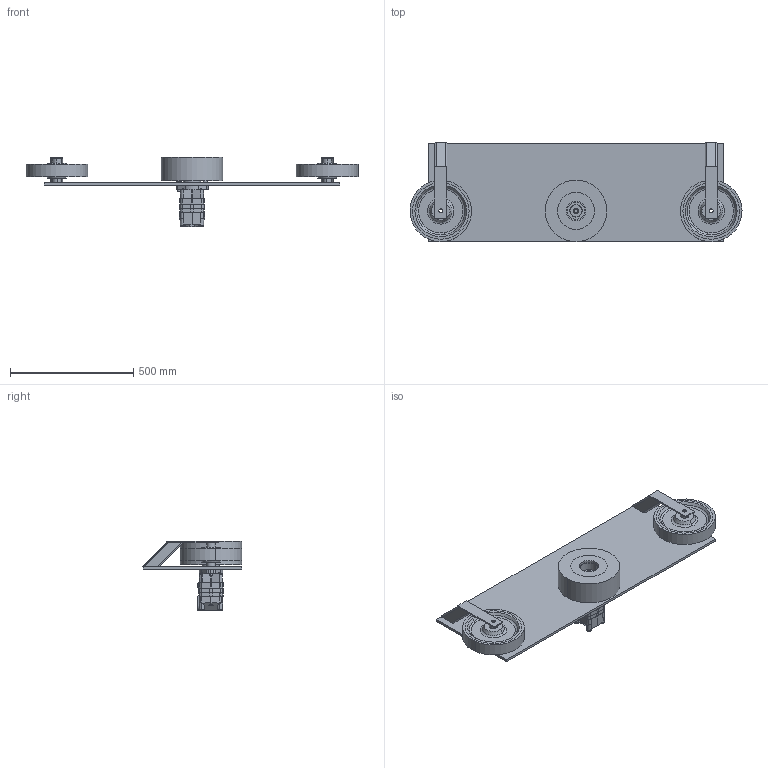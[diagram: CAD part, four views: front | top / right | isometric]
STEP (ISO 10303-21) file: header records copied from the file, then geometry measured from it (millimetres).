
FILE_DESCRIPTION (( 'STEP AP203' ), '1' );
FILE_NAME ('3991-10_REV_.step', '2026-01-28T00:18:29', ( '' ), ( '' ), 'SwSTEP 2.0', 'SolidWorks 2025', '' );
FILE_SCHEMA (( 'CONFIG_CONTROL_DESIGN' ));
Length unit declared in the file: millimetre
Products named in the file (21): MS100-D; M10 ZP 8.8_M10x1.5 x35; 3991-20; M10x15-SHCS-ZP_M10 x 15 SHCS NZP; OEM-250-PU1056-50; 3991-10_REV_; 3991-15; 3991-15-10_AFTER BORING; 3991-35_Default<As Machined>; Hyd Motor Mount Plate; MSCO; Hexagon bolt DIN 931-1 M10x1430; MSSP; MSA100CO_4; M10-FW_M10 FW HT ZP; MSVP; 3-8 UNC ZP 8_3_8 UNC x 1 3_4 G8; 3991-30_Default<As Machined>; MS-P; 3991-25; MSA-MF
Assembly tree (28 placements, depth 3):
  3991-10_REV_
    Hyd Motor Mount Plate
    MSA100CO_4
      MSA-MF
      MSSP
      MS100-D
      MSVP
      MS-P
      Hexagon bolt DIN 931-1 M10x1430  x4
      MSCO
    M10 ZP 8.8_M10x1.5 x35
    M10x15-SHCS-ZP_M10 x 15 SHCS NZP
    3991-15
      3991-15-10_AFTER BORING
      3991-20
    3991-25
    M10-FW_M10 FW HT ZP
    3-8 UNC ZP 8_3_8 UNC x 1 3_4 G8
    OEM-250-PU1056-50  x2
    3991-30_Default<As Machined>  x2
    3991-35_Default<As Machined>  x4
Bounding box: 1347.93 x 403.71 x 281.87 mm (x, y, z)
Volume: 14475496.1 mm3; surface area: 2161062.1 mm2
Topology: 33 solids, 33 shells, 828 faces, 1961 edges, 1236 vertices
Faces by surface type: cylinder 326, plane 282, cone 182, torus 38
Entity records: 23698 total; most frequent: CARTESIAN_POINT 4800, DIRECTION 3607, ORIENTED_EDGE 3310, EDGE_CURVE 1655, AXIS2_PLACEMENT_3D 1423, VERTEX_POINT 1058, EDGE_LOOP 803, LINE 761
